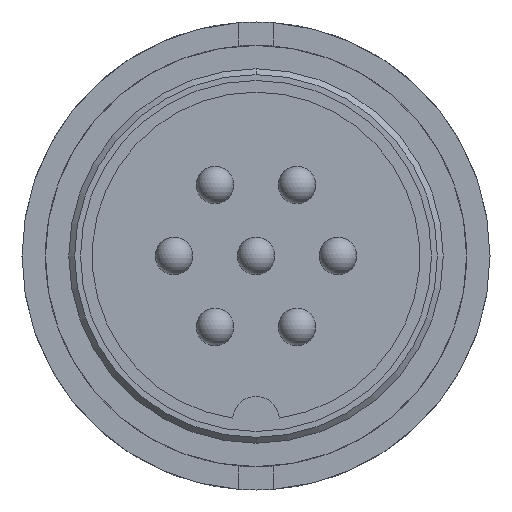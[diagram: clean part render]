
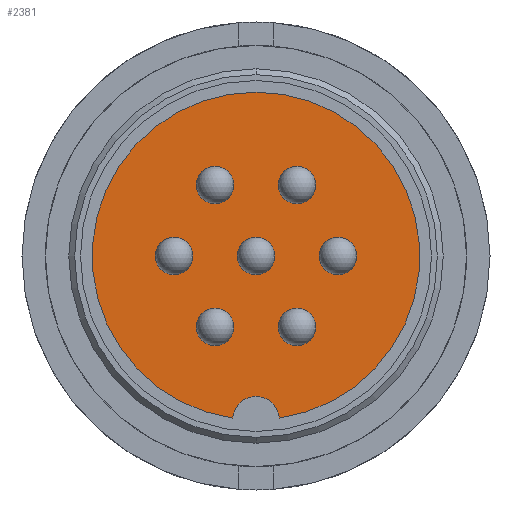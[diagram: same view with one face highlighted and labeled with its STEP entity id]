
A CAD part, front view. The second image highlights one B-rep face of the part: STEP entity #2381.
In plain terms, the highlighted planar face has unit normal (0, -1, 0).
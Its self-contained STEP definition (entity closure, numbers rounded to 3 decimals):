
#443=CARTESIAN_POINT('',(-0.95,-8.5,3.03));
#444=VERTEX_POINT('',#443);
#453=CARTESIAN_POINT('',(-2.55,-8.5,3.03));
#454=VERTEX_POINT('',#453);
#455=CARTESIAN_POINT('',(-1.75,-8.5,3.03));
#456=DIRECTION('',(0.0,1.0,0.0));
#457=DIRECTION('',(1.0,0.0,0.0));
#458=AXIS2_PLACEMENT_3D('',#455,#456,#457);
#459=CIRCLE('',#458,0.8);
#460=EDGE_CURVE('',#454,#444,#459,.T.);
#485=CARTESIAN_POINT('',(-0.95,-8.5,-3.03));
#486=VERTEX_POINT('',#485);
#495=CARTESIAN_POINT('',(-2.55,-8.5,-3.03));
#496=VERTEX_POINT('',#495);
#497=CARTESIAN_POINT('',(-1.75,-8.5,-3.03));
#498=DIRECTION('',(0.0,1.0,0.0));
#499=DIRECTION('',(1.0,0.0,0.0));
#500=AXIS2_PLACEMENT_3D('',#497,#498,#499);
#501=CIRCLE('',#500,0.8);
#502=EDGE_CURVE('',#496,#486,#501,.T.);
#527=CARTESIAN_POINT('',(-2.7,-8.5,0.));
#528=VERTEX_POINT('',#527);
#537=CARTESIAN_POINT('',(-4.3,-8.5,0.));
#538=VERTEX_POINT('',#537);
#539=CARTESIAN_POINT('',(-3.5,-8.5,0.));
#540=DIRECTION('',(0.0,1.0,0.0));
#541=DIRECTION('',(1.0,0.0,0.0));
#542=AXIS2_PLACEMENT_3D('',#539,#540,#541);
#543=CIRCLE('',#542,0.8);
#544=EDGE_CURVE('',#538,#528,#543,.T.);
#569=CARTESIAN_POINT('',(0.8,-8.5,0.));
#570=VERTEX_POINT('',#569);
#579=CARTESIAN_POINT('',(-0.8,-8.5,0.));
#580=VERTEX_POINT('',#579);
#581=CARTESIAN_POINT('',(0.0,-8.5,0.0));
#582=DIRECTION('',(0.0,1.0,0.0));
#583=DIRECTION('',(1.0,0.0,0.0));
#584=AXIS2_PLACEMENT_3D('',#581,#582,#583);
#585=CIRCLE('',#584,0.8);
#586=EDGE_CURVE('',#580,#570,#585,.T.);
#611=CARTESIAN_POINT('',(4.3,-8.5,0.));
#612=VERTEX_POINT('',#611);
#621=CARTESIAN_POINT('',(2.7,-8.5,0.));
#622=VERTEX_POINT('',#621);
#623=CARTESIAN_POINT('',(3.5,-8.5,0.));
#624=DIRECTION('',(0.0,1.0,0.0));
#625=DIRECTION('',(1.0,0.0,0.0));
#626=AXIS2_PLACEMENT_3D('',#623,#624,#625);
#627=CIRCLE('',#626,0.8);
#628=EDGE_CURVE('',#622,#612,#627,.T.);
#653=CARTESIAN_POINT('',(2.55,-8.5,-3.03));
#654=VERTEX_POINT('',#653);
#663=CARTESIAN_POINT('',(0.95,-8.5,-3.03));
#664=VERTEX_POINT('',#663);
#665=CARTESIAN_POINT('',(1.75,-8.5,-3.03));
#666=DIRECTION('',(0.0,1.0,0.0));
#667=DIRECTION('',(1.0,0.0,0.0));
#668=AXIS2_PLACEMENT_3D('',#665,#666,#667);
#669=CIRCLE('',#668,0.8);
#670=EDGE_CURVE('',#664,#654,#669,.T.);
#695=CARTESIAN_POINT('',(2.55,-8.5,3.03));
#696=VERTEX_POINT('',#695);
#705=CARTESIAN_POINT('',(0.95,-8.5,3.03));
#706=VERTEX_POINT('',#705);
#707=CARTESIAN_POINT('',(1.75,-8.5,3.03));
#708=DIRECTION('',(0.0,1.0,0.0));
#709=DIRECTION('',(1.0,0.0,0.0));
#710=AXIS2_PLACEMENT_3D('',#707,#708,#709);
#711=CIRCLE('',#710,0.8);
#712=EDGE_CURVE('',#706,#696,#711,.T.);
#739=CARTESIAN_POINT('',(0.,-8.5,7.));
#740=VERTEX_POINT('',#739);
#756=CARTESIAN_POINT('',(-0.997,-8.5,-6.929));
#757=VERTEX_POINT('',#756);
#764=CARTESIAN_POINT('',(0.0,-8.5,0.));
#765=DIRECTION('',(0.0,1.0,0.0));
#766=DIRECTION('',(0.0,0.0,1.0));
#767=AXIS2_PLACEMENT_3D('',#764,#765,#766);
#768=CIRCLE('',#767,7.);
#769=EDGE_CURVE('',#757,#740,#768,.T.);
#2276=CARTESIAN_POINT('',(0.997,-8.5,-6.929));
#2277=VERTEX_POINT('',#2276);
#2284=CARTESIAN_POINT('',(0.0,-8.5,-7.));
#2285=DIRECTION('',(0.0,1.0,0.0));
#2286=DIRECTION('',(-0.997,0.0,0.071));
#2287=AXIS2_PLACEMENT_3D('',#2284,#2285,#2286);
#2288=CIRCLE('',#2287,1.0);
#2289=EDGE_CURVE('',#757,#2277,#2288,.T.);
#2295=CARTESIAN_POINT('',(0.0,-8.5,3.5));
#2296=DIRECTION('',(0.0,-1.0,0.0));
#2297=DIRECTION('',(0.0,0.0,-1.0));
#2298=AXIS2_PLACEMENT_3D('',#2295,#2296,#2297);
#2299=PLANE('',#2298);
#2300=ORIENTED_EDGE('',*,*,#2289,.T.);
#2301=CARTESIAN_POINT('',(0.0,-8.5,0.));
#2302=DIRECTION('',(0.0,1.0,0.0));
#2303=DIRECTION('',(0.0,0.0,1.0));
#2304=AXIS2_PLACEMENT_3D('',#2301,#2302,#2303);
#2305=CIRCLE('',#2304,7.);
#2306=EDGE_CURVE('',#740,#2277,#2305,.T.);
#2307=ORIENTED_EDGE('',*,*,#2306,.F.);
#2308=ORIENTED_EDGE('',*,*,#769,.F.);
#2309=EDGE_LOOP('',(#2300,#2307,#2308));
#2310=FACE_OUTER_BOUND('',#2309,.T.);
#2311=ORIENTED_EDGE('',*,*,#712,.T.);
#2312=CARTESIAN_POINT('',(1.75,-8.5,3.03));
#2313=DIRECTION('',(0.0,1.0,0.0));
#2314=DIRECTION('',(1.0,0.0,0.0));
#2315=AXIS2_PLACEMENT_3D('',#2312,#2313,#2314);
#2316=CIRCLE('',#2315,0.8);
#2317=EDGE_CURVE('',#696,#706,#2316,.T.);
#2318=ORIENTED_EDGE('',*,*,#2317,.T.);
#2319=EDGE_LOOP('',(#2311,#2318));
#2320=FACE_BOUND('',#2319,.T.);
#2321=ORIENTED_EDGE('',*,*,#670,.T.);
#2322=CARTESIAN_POINT('',(1.75,-8.5,-3.03));
#2323=DIRECTION('',(0.0,1.0,0.0));
#2324=DIRECTION('',(1.0,0.0,0.0));
#2325=AXIS2_PLACEMENT_3D('',#2322,#2323,#2324);
#2326=CIRCLE('',#2325,0.8);
#2327=EDGE_CURVE('',#654,#664,#2326,.T.);
#2328=ORIENTED_EDGE('',*,*,#2327,.T.);
#2329=EDGE_LOOP('',(#2321,#2328));
#2330=FACE_BOUND('',#2329,.T.);
#2331=ORIENTED_EDGE('',*,*,#628,.T.);
#2332=CARTESIAN_POINT('',(3.5,-8.5,0.));
#2333=DIRECTION('',(0.0,1.0,0.0));
#2334=DIRECTION('',(1.0,0.0,0.0));
#2335=AXIS2_PLACEMENT_3D('',#2332,#2333,#2334);
#2336=CIRCLE('',#2335,0.8);
#2337=EDGE_CURVE('',#612,#622,#2336,.T.);
#2338=ORIENTED_EDGE('',*,*,#2337,.T.);
#2339=EDGE_LOOP('',(#2331,#2338));
#2340=FACE_BOUND('',#2339,.T.);
#2341=ORIENTED_EDGE('',*,*,#586,.T.);
#2342=CARTESIAN_POINT('',(0.0,-8.5,0.0));
#2343=DIRECTION('',(0.0,1.0,0.0));
#2344=DIRECTION('',(1.0,0.0,0.0));
#2345=AXIS2_PLACEMENT_3D('',#2342,#2343,#2344);
#2346=CIRCLE('',#2345,0.8);
#2347=EDGE_CURVE('',#570,#580,#2346,.T.);
#2348=ORIENTED_EDGE('',*,*,#2347,.T.);
#2349=EDGE_LOOP('',(#2341,#2348));
#2350=FACE_BOUND('',#2349,.T.);
#2351=ORIENTED_EDGE('',*,*,#544,.T.);
#2352=CARTESIAN_POINT('',(-3.5,-8.5,0.));
#2353=DIRECTION('',(0.0,1.0,0.0));
#2354=DIRECTION('',(1.0,0.0,0.0));
#2355=AXIS2_PLACEMENT_3D('',#2352,#2353,#2354);
#2356=CIRCLE('',#2355,0.8);
#2357=EDGE_CURVE('',#528,#538,#2356,.T.);
#2358=ORIENTED_EDGE('',*,*,#2357,.T.);
#2359=EDGE_LOOP('',(#2351,#2358));
#2360=FACE_BOUND('',#2359,.T.);
#2361=ORIENTED_EDGE('',*,*,#502,.T.);
#2362=CARTESIAN_POINT('',(-1.75,-8.5,-3.03));
#2363=DIRECTION('',(0.0,1.0,0.0));
#2364=DIRECTION('',(1.0,0.0,0.0));
#2365=AXIS2_PLACEMENT_3D('',#2362,#2363,#2364);
#2366=CIRCLE('',#2365,0.8);
#2367=EDGE_CURVE('',#486,#496,#2366,.T.);
#2368=ORIENTED_EDGE('',*,*,#2367,.T.);
#2369=EDGE_LOOP('',(#2361,#2368));
#2370=FACE_BOUND('',#2369,.T.);
#2371=ORIENTED_EDGE('',*,*,#460,.T.);
#2372=CARTESIAN_POINT('',(-1.75,-8.5,3.03));
#2373=DIRECTION('',(0.0,1.0,0.0));
#2374=DIRECTION('',(1.0,0.0,0.0));
#2375=AXIS2_PLACEMENT_3D('',#2372,#2373,#2374);
#2376=CIRCLE('',#2375,0.8);
#2377=EDGE_CURVE('',#444,#454,#2376,.T.);
#2378=ORIENTED_EDGE('',*,*,#2377,.T.);
#2379=EDGE_LOOP('',(#2371,#2378));
#2380=FACE_BOUND('',#2379,.T.);
#2381=ADVANCED_FACE('',(#2310,#2320,#2330,#2340,#2350,#2360,#2370,#2380),#2299,.T.);
